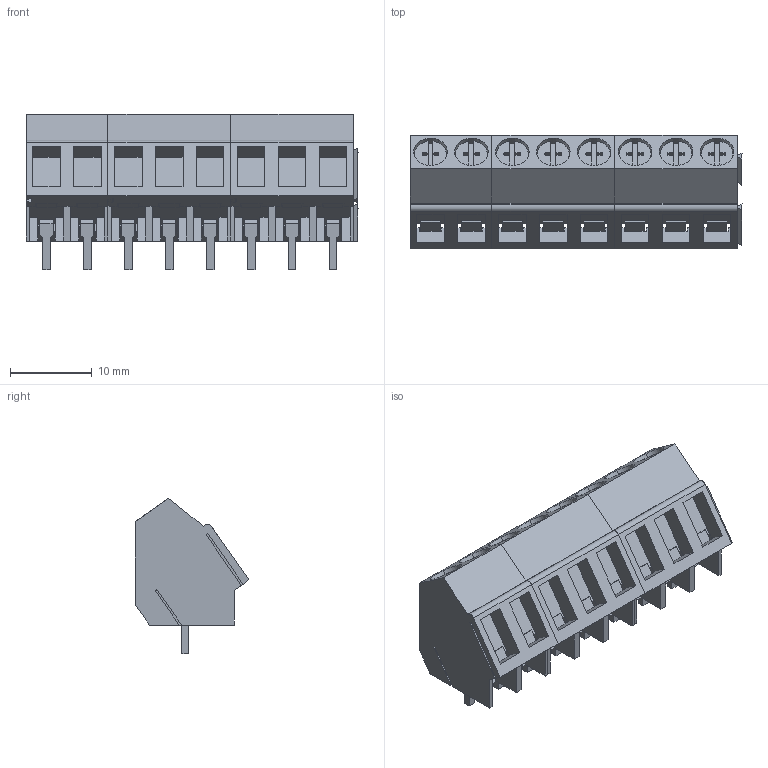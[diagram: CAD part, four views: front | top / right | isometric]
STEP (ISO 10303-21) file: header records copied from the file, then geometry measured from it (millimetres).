
FILE_DESCRIPTION(('CATIA V5 STEP Exchange','CAx-IF Rec.Pracs.--- Model Styling and Organization---1.2---2011-12-15'),'2;1');
FILE_NAME ('D1457421_0_1845430000_1845430000.stp','2018-03-31T05:59:58+00:00',('none'),('Weidmueller'),'CATIA Version 5-6 Release 2014','CATIA V5 STEP AP214','none');
FILE_SCHEMA(('AUTOMOTIVE_DESIGN { 1 0 10303 214 1 1 1 1 }'));
Length unit declared in the file: millimetre
Products named in the file (1): 1845430000
Bounding box: 40.55 x 13.9 x 19 mm (x, y, z)
Volume: 4626 mm3; surface area: 5787.9 mm2
Topology: 19 solids, 19 shells, 692 faces, 1906 edges, 1260 vertices
Faces by surface type: plane 641, cylinder 51
Entity records: 21222 total; most frequent: CARTESIAN_POINT 3820, ORIENTED_EDGE 3812, DIRECTION 2918, EDGE_CURVE 1906, VECTOR 1772, LINE 1772, VERTEX_POINT 1260, EDGE_LOOP 716
